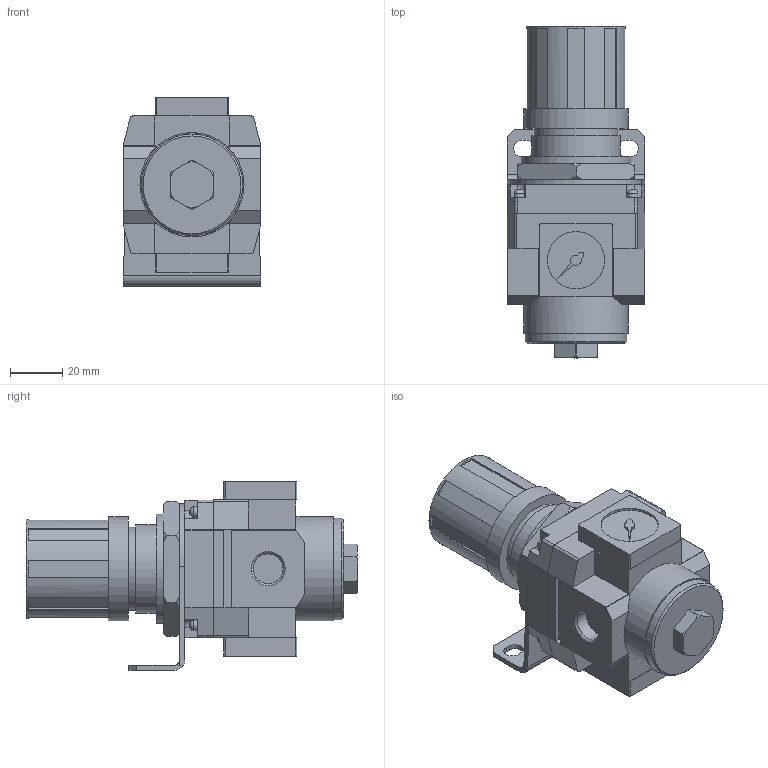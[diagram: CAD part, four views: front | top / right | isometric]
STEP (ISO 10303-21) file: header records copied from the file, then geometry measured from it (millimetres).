
FILE_DESCRIPTION(/* description */ ('STEP AP203'),/* implementation_level */ '2;1');
FILE_NAME(/* name */ 'EIR3000-021',/* time_stamp */ '2025-07-02T16:43:18+02:00',/* author */ ('License CC BY-ND 4.0'),/* organization */ ('CADENAS'),/* preprocessor_version */ 'ST-DEVELOPER v19.3',/* originating_system */ 'PARTsolutions',/* authorisation */ ' ');
FILE_SCHEMA (('CONFIG_CONTROL_DESIGN'));
Length unit declared in the file: millimetre
Products named in the file (1): EIR3000-021
Bounding box: 53 x 127.5 x 72.5 mm (x, y, z)
Volume: 217362.5 mm3; surface area: 31817.1 mm2
Topology: 1 solids, 1 shells, 240 faces, 638 edges, 417 vertices
Faces by surface type: plane 160, cylinder 53, cone 23, torus 4
Full cylindrical faces by diameter (mm): 4 x4, 11.445 x2, 22 x1, 32 x1, 34 x1, 38 x1, 39 x1, 40 x2, 42 x1
Entity records: 9026 total; most frequent: CARTESIAN_POINT 1373, DIRECTION 1224, ORIENTED_EDGE 1222, EDGE_CURVE 611, VERTEX_POINT 413, LINE 408, VECTOR 408, AXIS2_PLACEMENT_3D 408
